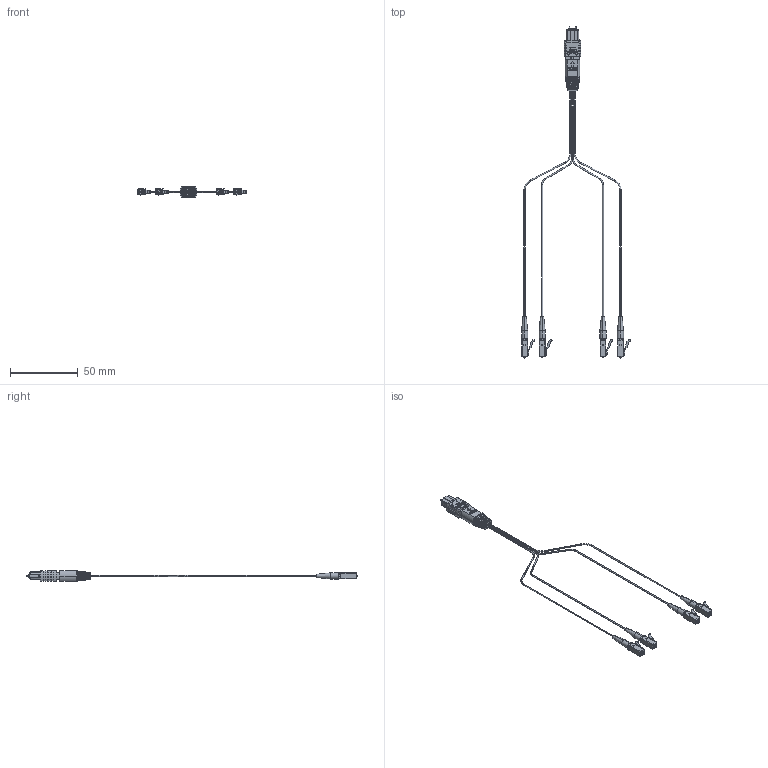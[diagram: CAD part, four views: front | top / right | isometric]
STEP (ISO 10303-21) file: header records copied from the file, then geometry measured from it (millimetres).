
FILE_DESCRIPTION (( 'STEP AP214' ), '1' );
FILE_NAME ('FCA-MMS106A9_3D.STEP', '2022-01-24T21:18:49', ( '' ), ( '' ), 'SwSTEP 2.0', 'SolidWorks 2021', '' );
FILE_SCHEMA (( 'AUTOMOTIVE_DESIGN' ));
Length unit declared in the file: inch
Products named in the file (15): MPO俋褲嗣耀; fanout cable 2; LC - 1; FCA-MMS106A9_3D; fanout cable assy; MPO鼠芛_1; 絳渀; MPO CONNECTOR; MPO翋极; MPO软赛; MPO 晦擢帣杶; 粟銅; MPO 囀遺_1; fanout cable 1; MPO脣郋
Assembly tree (19 placements, depth 4):
  FCA-MMS106A9_3D
    MPO CONNECTOR
      MPO 囀遺_1
      MPO俋褲嗣耀
      MPO鼠芛_1
        MPO脣郋
        MPO软赛
        絳渀
      粟銅
      MPO翋极
      MPO 晦擢帣杶
    LC - 1  x4
    fanout cable assy
      fanout cable 1  x2
      fanout cable 2  x2
Bounding box: 80.37 x 244.86 x 8.1 mm (x, y, z)
Volume: 4262.5 mm3; surface area: 9685.5 mm2
Topology: 16 solids, 16 shells, 1219 faces, 3205 edges, 2080 vertices
Faces by surface type: plane 714, cylinder 298, bspline 149, cone 42, torus 16
Entity records: 47291 total; most frequent: CARTESIAN_POINT 13617, ORIENTED_EDGE 4790, DIRECTION 4053, EDGE_CURVE 2395, VECTOR 1693, LINE 1693, VERTEX_POINT 1576, AXIS2_PLACEMENT_3D 1180
